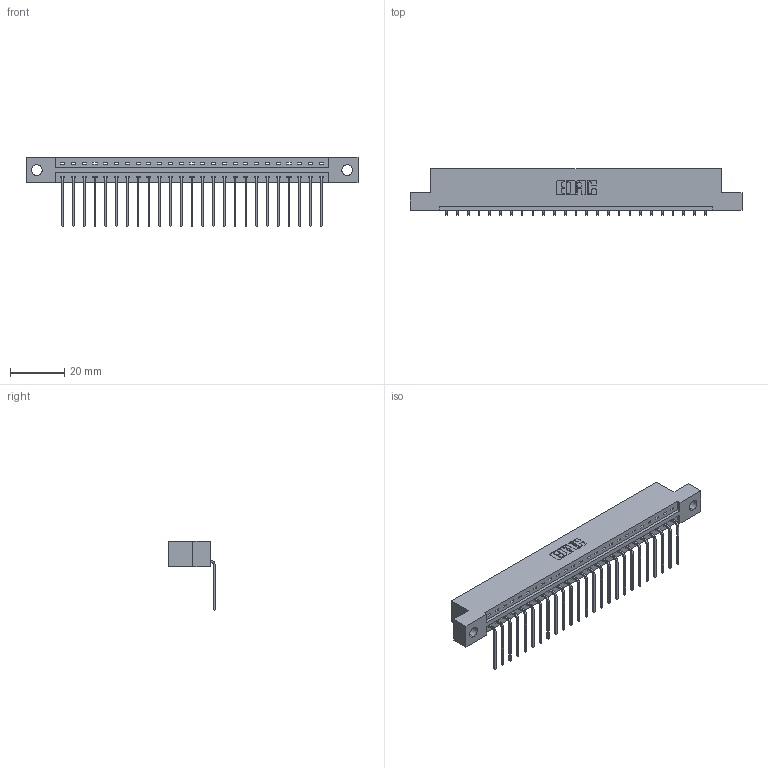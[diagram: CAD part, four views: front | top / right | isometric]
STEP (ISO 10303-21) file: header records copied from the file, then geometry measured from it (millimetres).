
FILE_DESCRIPTION (( 'STEP AP203' ), '1' );
FILE_NAME ('387-025-559-104.STEP', '2019-10-03T12:06:16', ( '' ), ( '' ), 'SwSTEP 2.0', 'SolidWorks 2016', '' );
FILE_SCHEMA (( 'CONFIG_CONTROL_DESIGN' ));
Length unit declared in the file: inch
Products named in the file (3): 337 Part_Flush Mounting Lugs - 0.156 Dia-TH; 387-025-559-104; 345-292-001_558 559 Tail - 1
Assembly tree (26 placements, depth 2):
  387-025-559-104
    337 Part_Flush Mounting Lugs - 0.156 Dia-TH
    345-292-001_558 559 Tail - 1  x25
Bounding box: 122.07 x 17.09 x 25.53 mm (x, y, z)
Volume: 12470.1 mm3; surface area: 13098.6 mm2
Topology: 26 solids, 26 shells, 1714 faces, 5161 edges, 3406 vertices
Faces by surface type: plane 1270, cylinder 444
Entity records: 20869 total; most frequent: CARTESIAN_POINT 3641, ORIENTED_EDGE 3602, DIRECTION 3099, EDGE_CURVE 1801, VECTOR 1673, LINE 1673, VERTEX_POINT 1198, AXIS2_PLACEMENT_3D 713
